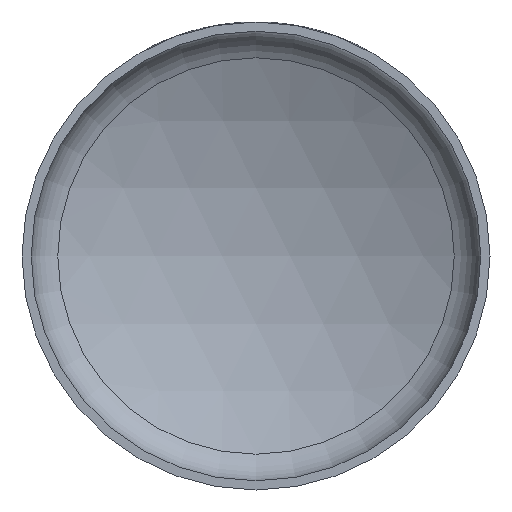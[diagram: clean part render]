
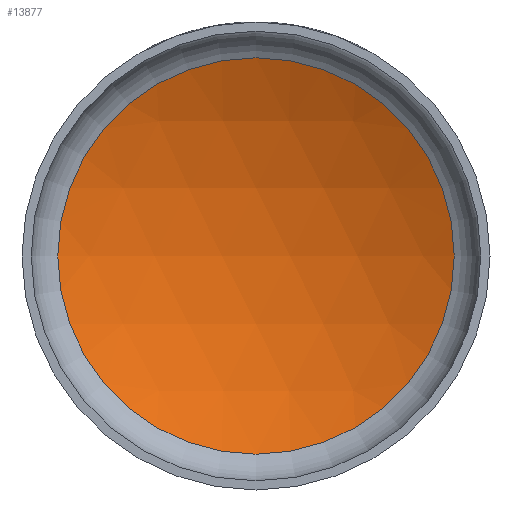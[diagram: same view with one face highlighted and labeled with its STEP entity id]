
A CAD part, front view. The second image highlights one B-rep face of the part: STEP entity #13877.
In plain terms, the highlighted spherical face has radius 101.6 mm.
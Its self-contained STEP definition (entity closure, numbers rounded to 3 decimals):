
#36 = CARTESIAN_POINT ( 'NONE',  ( 0., 22.059, -43.036 ) ) ;
#870 = AXIS2_PLACEMENT_3D ( 'NONE', #4555, #11940, #1680 ) ;
#1069 = VERTEX_POINT ( 'NONE', #36 ) ;
#1680 = DIRECTION ( 'NONE',  ( 1., 0., 0. ) ) ;
#3635 = EDGE_CURVE ( 'NONE', #1069, #1069, #4385, .T. ) ;
#3893 = ORIENTED_EDGE ( 'NONE', *, *, #3635, .T. ) ;
#4385 = CIRCLE ( 'NONE', #7161, 43.036 ) ;
#4555 = CARTESIAN_POINT ( 'NONE',  ( 0., -69.977, 0. ) ) ;
#6128 = DIRECTION ( 'NONE',  ( 0., 0., -1. ) ) ;
#7161 = AXIS2_PLACEMENT_3D ( 'NONE', #10500, #13399, #6128 ) ;
#8758 = EDGE_LOOP ( 'NONE', ( #3893 ) ) ;
#10500 = CARTESIAN_POINT ( 'NONE',  ( 0., 22.059, 0. ) ) ;
#10830 = SPHERICAL_SURFACE ( 'NONE', #870, 101.6 ) ;
#11940 = DIRECTION ( 'NONE',  ( 0., 0., 1. ) ) ;
#13399 = DIRECTION ( 'NONE',  ( 0., -1., 0. ) ) ;
#13877 = ADVANCED_FACE ( 'NONE', ( #15667 ), #10830, .F. ) ;
#15667 = FACE_OUTER_BOUND ( 'NONE', #8758, .T. ) ;
